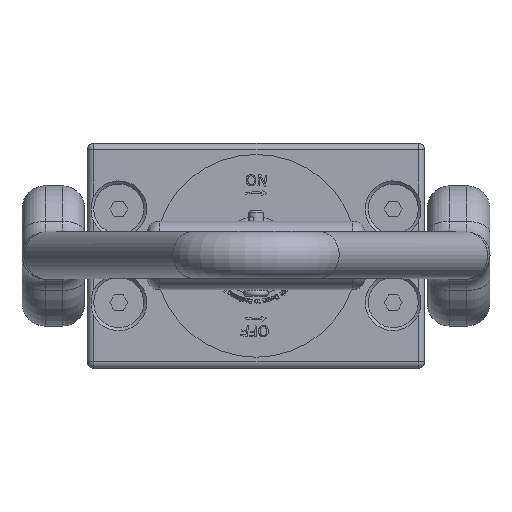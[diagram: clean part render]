
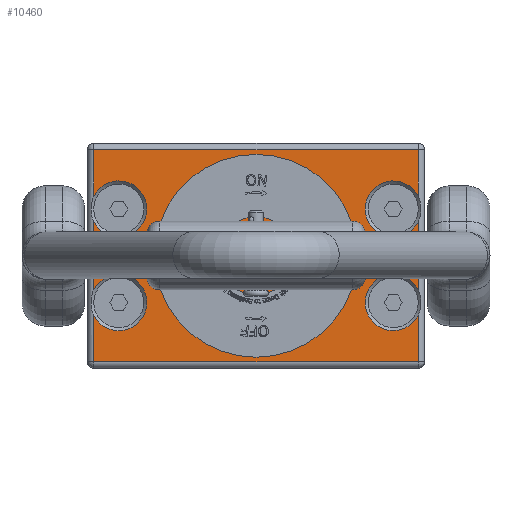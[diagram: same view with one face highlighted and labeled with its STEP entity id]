
A CAD part, top view. The second image highlights one B-rep face of the part: STEP entity #10460.
In plain terms, the highlighted planar face has unit normal (0, 0, 1).
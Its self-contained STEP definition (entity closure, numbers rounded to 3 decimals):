
#856=LINE('',#14270,#1733);
#859=LINE('',#14294,#1736);
#861=LINE('',#14297,#1738);
#862=LINE('',#14313,#1739);
#865=LINE('',#14337,#1742);
#867=LINE('',#14340,#1744);
#868=LINE('',#14356,#1745);
#872=LINE('',#14365,#1749);
#1733=VECTOR('',#12060,10.);
#1736=VECTOR('',#12069,10.);
#1738=VECTOR('',#12071,10.);
#1739=VECTOR('',#12072,10.);
#1742=VECTOR('',#12081,10.);
#1744=VECTOR('',#12083,10.);
#1745=VECTOR('',#12084,10.);
#1749=VECTOR('',#12094,10.);
#2591=PLANE('',#11275);
#2892=FACE_BOUND('',#3816,.T.);
#3148=FACE_OUTER_BOUND('',#3815,.T.);
#3815=EDGE_LOOP('',(#7491,#7492,#7493,#7494,#7495,#7496,#7497,#7498,#7499,
#7500,#7501,#7502));
#3816=EDGE_LOOP('',(#7503));
#4555=CIRCLE('',#11246,10.);
#4572=CIRCLE('',#11276,9.);
#4573=CIRCLE('',#11277,9.);
#4574=CIRCLE('',#11278,9.);
#4575=CIRCLE('',#11279,9.);
#4787=VERTEX_POINT('',#14238);
#4790=VERTEX_POINT('',#14244);
#4792=VERTEX_POINT('',#14249);
#4796=VERTEX_POINT('',#14258);
#4798=VERTEX_POINT('',#14263);
#4802=VERTEX_POINT('',#14278);
#4803=VERTEX_POINT('',#14279);
#4804=VERTEX_POINT('',#14296);
#4805=VERTEX_POINT('',#14298);
#4808=VERTEX_POINT('',#14321);
#4809=VERTEX_POINT('',#14322);
#4810=VERTEX_POINT('',#14339);
#4811=VERTEX_POINT('',#14341);
#5841=EDGE_CURVE('',#4787,#4787,#4555,.T.);
#5855=EDGE_CURVE('',#4798,#4796,#856,.T.);
#5860=EDGE_CURVE('',#4803,#4798,#859,.T.);
#5862=EDGE_CURVE('',#4792,#4804,#861,.T.);
#5864=EDGE_CURVE('',#4805,#4802,#862,.T.);
#5869=EDGE_CURVE('',#4809,#4790,#865,.T.);
#5871=EDGE_CURVE('',#4796,#4810,#867,.T.);
#5873=EDGE_CURVE('',#4811,#4808,#868,.T.);
#5878=EDGE_CURVE('',#4790,#4792,#872,.T.);
#5882=EDGE_CURVE('',#4805,#4804,#4572,.T.);
#5883=EDGE_CURVE('',#4809,#4808,#4573,.T.);
#5884=EDGE_CURVE('',#4811,#4810,#4574,.T.);
#5885=EDGE_CURVE('',#4803,#4802,#4575,.T.);
#7491=ORIENTED_EDGE('',*,*,#5864,.F.);
#7492=ORIENTED_EDGE('',*,*,#5882,.T.);
#7493=ORIENTED_EDGE('',*,*,#5862,.F.);
#7494=ORIENTED_EDGE('',*,*,#5878,.F.);
#7495=ORIENTED_EDGE('',*,*,#5869,.F.);
#7496=ORIENTED_EDGE('',*,*,#5883,.T.);
#7497=ORIENTED_EDGE('',*,*,#5873,.F.);
#7498=ORIENTED_EDGE('',*,*,#5884,.T.);
#7499=ORIENTED_EDGE('',*,*,#5871,.F.);
#7500=ORIENTED_EDGE('',*,*,#5855,.F.);
#7501=ORIENTED_EDGE('',*,*,#5860,.F.);
#7502=ORIENTED_EDGE('',*,*,#5885,.T.);
#7503=ORIENTED_EDGE('',*,*,#5841,.T.);
#10460=ADVANCED_FACE('',(#3148,#2892),#2591,.T.);
#11246=AXIS2_PLACEMENT_3D('',#14239,#12023,#12024);
#11275=AXIS2_PLACEMENT_3D('',#14372,#12101,#12102);
#11276=AXIS2_PLACEMENT_3D('',#14373,#12103,#12104);
#11277=AXIS2_PLACEMENT_3D('',#14374,#12105,#12106);
#11278=AXIS2_PLACEMENT_3D('',#14375,#12107,#12108);
#11279=AXIS2_PLACEMENT_3D('',#14376,#12109,#12110);
#12023=DIRECTION('center_axis',(0.,0.,-1.));
#12024=DIRECTION('ref_axis',(-1.,0.,0.));
#12060=DIRECTION('',(-1.,0.,0.));
#12069=DIRECTION('',(0.,-1.,0.));
#12071=DIRECTION('',(0.,-1.,0.));
#12072=DIRECTION('',(0.,-1.,0.));
#12081=DIRECTION('',(0.,1.,0.));
#12083=DIRECTION('',(0.,1.,0.));
#12084=DIRECTION('',(0.,1.,0.));
#12094=DIRECTION('',(1.,0.,0.));
#12101=DIRECTION('center_axis',(0.,0.,1.));
#12102=DIRECTION('ref_axis',(1.,0.,0.));
#12103=DIRECTION('center_axis',(0.,0.,-1.));
#12104=DIRECTION('ref_axis',(1.,0.,0.));
#12105=DIRECTION('center_axis',(0.,0.,-1.));
#12106=DIRECTION('ref_axis',(1.,0.,0.));
#12107=DIRECTION('center_axis',(0.,0.,-1.));
#12108=DIRECTION('ref_axis',(1.,0.,0.));
#12109=DIRECTION('center_axis',(0.,0.,-1.));
#12110=DIRECTION('ref_axis',(1.,0.,0.));
#14238=CARTESIAN_POINT('',(10.,0.,16.));
#14239=CARTESIAN_POINT('Origin',(0.,0.,16.));
#14244=CARTESIAN_POINT('',(-52.,34.,16.));
#14249=CARTESIAN_POINT('',(52.,34.,16.));
#14258=CARTESIAN_POINT('',(-52.,-34.,16.));
#14263=CARTESIAN_POINT('',(52.,-34.,16.));
#14270=CARTESIAN_POINT('',(27.,-34.,16.));
#14278=CARTESIAN_POINT('',(52.,-10.877,16.));
#14279=CARTESIAN_POINT('',(52.,-19.123,16.));
#14294=CARTESIAN_POINT('',(52.,18.,16.));
#14296=CARTESIAN_POINT('',(52.,19.123,16.));
#14297=CARTESIAN_POINT('',(52.,18.,16.));
#14298=CARTESIAN_POINT('',(52.,10.877,16.));
#14313=CARTESIAN_POINT('',(52.,18.,16.));
#14321=CARTESIAN_POINT('',(-52.,10.877,16.));
#14322=CARTESIAN_POINT('',(-52.,19.123,16.));
#14337=CARTESIAN_POINT('',(-52.,-18.,16.));
#14339=CARTESIAN_POINT('',(-52.,-19.123,16.));
#14340=CARTESIAN_POINT('',(-52.,-18.,16.));
#14341=CARTESIAN_POINT('',(-52.,-10.877,16.));
#14356=CARTESIAN_POINT('',(-52.,-18.,16.));
#14365=CARTESIAN_POINT('',(-27.,34.,16.));
#14372=CARTESIAN_POINT('Origin',(0.,0.,16.));
#14373=CARTESIAN_POINT('Origin',(44.,15.,16.));
#14374=CARTESIAN_POINT('Origin',(-44.,15.,16.));
#14375=CARTESIAN_POINT('Origin',(-44.,-15.,16.));
#14376=CARTESIAN_POINT('Origin',(44.,-15.,16.));
